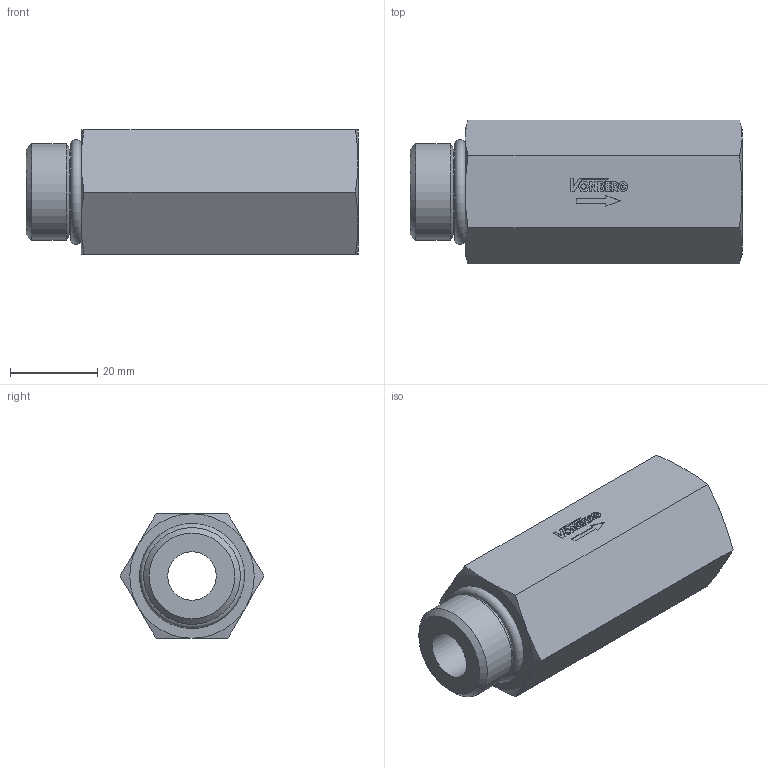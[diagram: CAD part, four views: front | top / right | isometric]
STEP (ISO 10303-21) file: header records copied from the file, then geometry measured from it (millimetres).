
FILE_DESCRIPTION((''),'2;1');
FILE_NAME('15312-810.stp','2015-01-05T11:20:47',('jml'),(''),'Autodesk Inventor 2010','Autodesk Inventor 2010','');
FILE_SCHEMA(('AUTOMOTIVE_DESIGN { 1 0 10303 214 1 1 1 1 }'));
Length unit declared in the file: inch
Products named in the file (3): 15312-810; 220847; 910 O-RING
Assembly tree (2 placements, depth 2):
  15312-810
    220847
    910 O-RING
Bounding box: 76.2 x 33 x 28.57 mm (x, y, z)
Volume: 37093.1 mm3; surface area: 12188.1 mm2
Topology: 2 solids, 2 shells, 131 faces, 322 edges, 209 vertices
Faces by surface type: plane 94, cylinder 19, cone 16, torus 2
Full cylindrical faces by diameter (mm): 1.218 x1, 11.125 x1, 19.685 x1, 20.269 x1, 22.225 x1
Entity records: 3946 total; most frequent: CARTESIAN_POINT 703, ORIENTED_EDGE 622, DIRECTION 616, EDGE_CURVE 311, VECTOR 230, LINE 230, VERTEX_POINT 208, AXIS2_PLACEMENT_3D 193
